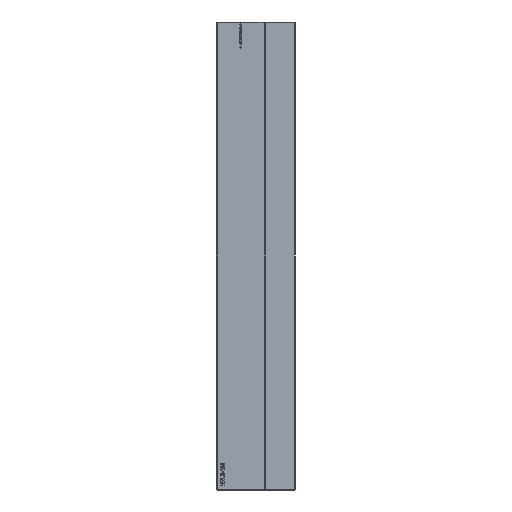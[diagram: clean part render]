
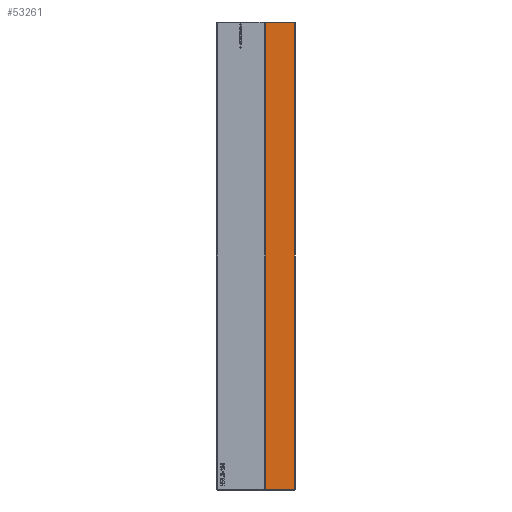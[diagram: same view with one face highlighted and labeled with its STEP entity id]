
A CAD part, left-side view. The second image highlights one B-rep face of the part: STEP entity #53261.
In plain terms, the highlighted planar face has unit normal (-1, 0, 0).
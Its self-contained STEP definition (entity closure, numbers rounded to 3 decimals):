
#49760 = PLANE('',#49761);
#49761 = AXIS2_PLACEMENT_3D('',#49762,#49763,#49764);
#49762 = CARTESIAN_POINT('',(-19.925,8.005,0.));
#49763 = DIRECTION('',(0.707,-0.707,
    0.));
#49764 = DIRECTION('',(0.,0.,1.));
#50451 = PLANE('',#50452);
#50452 = AXIS2_PLACEMENT_3D('',#50453,#50454,#50455);
#50453 = CARTESIAN_POINT('',(-19.925,0.,0.075));
#50454 = DIRECTION('',(0.707,0.,0.707));
#50455 = DIRECTION('',(0.,-1.,0.));
#50742 = VERTEX_POINT('',#50743);
#50743 = CARTESIAN_POINT('',(-20.,7.93,124.85));
#50769 = EDGE_CURVE('',#50770,#50742,#50772,.T.);
#50770 = VERTEX_POINT('',#50771);
#50771 = CARTESIAN_POINT('',(-20.,7.93,0.15));
#50772 = SURFACE_CURVE('',#50773,(#50777,#50784),.PCURVE_S1.);
#50773 = LINE('',#50774,#50775);
#50774 = CARTESIAN_POINT('',(-20.,7.93,0.));
#50775 = VECTOR('',#50776,1.);
#50776 = DIRECTION('',(0.,0.,1.));
#50777 = PCURVE('',#49760,#50778);
#50778 = DEFINITIONAL_REPRESENTATION('',(#50779),#50783);
#50779 = LINE('',#50780,#50781);
#50780 = CARTESIAN_POINT('',(0.,0.106));
#50781 = VECTOR('',#50782,1.);
#50782 = DIRECTION('',(1.,0.));
#50783 = ( GEOMETRIC_REPRESENTATION_CONTEXT(2) 
PARAMETRIC_REPRESENTATION_CONTEXT() REPRESENTATION_CONTEXT('2D SPACE',''
  ) );
#50784 = PCURVE('',#50785,#50790);
#50785 = PLANE('',#50786);
#50786 = AXIS2_PLACEMENT_3D('',#50787,#50788,#50789);
#50787 = CARTESIAN_POINT('',(-20.,0.,0.));
#50788 = DIRECTION('',(-1.,0.,0.));
#50789 = DIRECTION('',(0.,1.,0.));
#50790 = DEFINITIONAL_REPRESENTATION('',(#50791),#50795);
#50791 = LINE('',#50792,#50793);
#50792 = CARTESIAN_POINT('',(7.93,0.));
#50793 = VECTOR('',#50794,1.);
#50794 = DIRECTION('',(0.,-1.));
#50795 = ( GEOMETRIC_REPRESENTATION_CONTEXT(2) 
PARAMETRIC_REPRESENTATION_CONTEXT() REPRESENTATION_CONTEXT('2D SPACE',''
  ) );
#52005 = PLANE('',#52006);
#52006 = AXIS2_PLACEMENT_3D('',#52007,#52008,#52009);
#52007 = CARTESIAN_POINT('',(-19.925,0.,124.925));
#52008 = DIRECTION('',(-0.707,0.,0.707));
#52009 = DIRECTION('',(0.,-1.,0.));
#52226 = VERTEX_POINT('',#52227);
#52227 = CARTESIAN_POINT('',(-20.,0.15,0.15));
#52253 = EDGE_CURVE('',#52226,#50770,#52254,.T.);
#52254 = SURFACE_CURVE('',#52255,(#52259,#52266),.PCURVE_S1.);
#52255 = LINE('',#52256,#52257);
#52256 = CARTESIAN_POINT('',(-20.,0.,0.15));
#52257 = VECTOR('',#52258,1.);
#52258 = DIRECTION('',(0.,1.,0.));
#52259 = PCURVE('',#50451,#52260);
#52260 = DEFINITIONAL_REPRESENTATION('',(#52261),#52265);
#52261 = LINE('',#52262,#52263);
#52262 = CARTESIAN_POINT('',(0.,-0.106));
#52263 = VECTOR('',#52264,1.);
#52264 = DIRECTION('',(-1.,0.));
#52265 = ( GEOMETRIC_REPRESENTATION_CONTEXT(2) 
PARAMETRIC_REPRESENTATION_CONTEXT() REPRESENTATION_CONTEXT('2D SPACE',''
  ) );
#52266 = PCURVE('',#50785,#52267);
#52267 = DEFINITIONAL_REPRESENTATION('',(#52268),#52272);
#52268 = LINE('',#52269,#52270);
#52269 = CARTESIAN_POINT('',(0.,-0.15));
#52270 = VECTOR('',#52271,1.);
#52271 = DIRECTION('',(1.,0.));
#52272 = ( GEOMETRIC_REPRESENTATION_CONTEXT(2) 
PARAMETRIC_REPRESENTATION_CONTEXT() REPRESENTATION_CONTEXT('2D SPACE',''
  ) );
#53261 = ADVANCED_FACE('',(#53262),#50785,.T.);
#53262 = FACE_BOUND('',#53263,.T.);
#53263 = EDGE_LOOP('',(#53264,#53265,#53266,#53294));
#53264 = ORIENTED_EDGE('',*,*,#50769,.F.);
#53265 = ORIENTED_EDGE('',*,*,#52253,.F.);
#53266 = ORIENTED_EDGE('',*,*,#53267,.T.);
#53267 = EDGE_CURVE('',#52226,#53268,#53270,.T.);
#53268 = VERTEX_POINT('',#53269);
#53269 = CARTESIAN_POINT('',(-20.,0.15,124.85));
#53270 = SURFACE_CURVE('',#53271,(#53275,#53282),.PCURVE_S1.);
#53271 = LINE('',#53272,#53273);
#53272 = CARTESIAN_POINT('',(-20.,0.15,0.));
#53273 = VECTOR('',#53274,1.);
#53274 = DIRECTION('',(0.,0.,1.));
#53275 = PCURVE('',#50785,#53276);
#53276 = DEFINITIONAL_REPRESENTATION('',(#53277),#53281);
#53277 = LINE('',#53278,#53279);
#53278 = CARTESIAN_POINT('',(0.15,0.));
#53279 = VECTOR('',#53280,1.);
#53280 = DIRECTION('',(0.,-1.));
#53281 = ( GEOMETRIC_REPRESENTATION_CONTEXT(2) 
PARAMETRIC_REPRESENTATION_CONTEXT() REPRESENTATION_CONTEXT('2D SPACE',''
  ) );
#53282 = PCURVE('',#53283,#53288);
#53283 = PLANE('',#53284);
#53284 = AXIS2_PLACEMENT_3D('',#53285,#53286,#53287);
#53285 = CARTESIAN_POINT('',(-19.925,0.075,0.));
#53286 = DIRECTION('',(0.707,0.707,
    0.));
#53287 = DIRECTION('',(0.,0.,1.));
#53288 = DEFINITIONAL_REPRESENTATION('',(#53289),#53293);
#53289 = LINE('',#53290,#53291);
#53290 = CARTESIAN_POINT('',(0.,-0.106));
#53291 = VECTOR('',#53292,1.);
#53292 = DIRECTION('',(1.,0.));
#53293 = ( GEOMETRIC_REPRESENTATION_CONTEXT(2) 
PARAMETRIC_REPRESENTATION_CONTEXT() REPRESENTATION_CONTEXT('2D SPACE',''
  ) );
#53294 = ORIENTED_EDGE('',*,*,#53295,.T.);
#53295 = EDGE_CURVE('',#53268,#50742,#53296,.T.);
#53296 = SURFACE_CURVE('',#53297,(#53301,#53308),.PCURVE_S1.);
#53297 = LINE('',#53298,#53299);
#53298 = CARTESIAN_POINT('',(-20.,0.,124.85));
#53299 = VECTOR('',#53300,1.);
#53300 = DIRECTION('',(0.,1.,0.));
#53301 = PCURVE('',#50785,#53302);
#53302 = DEFINITIONAL_REPRESENTATION('',(#53303),#53307);
#53303 = LINE('',#53304,#53305);
#53304 = CARTESIAN_POINT('',(0.,-124.85));
#53305 = VECTOR('',#53306,1.);
#53306 = DIRECTION('',(1.,0.));
#53307 = ( GEOMETRIC_REPRESENTATION_CONTEXT(2) 
PARAMETRIC_REPRESENTATION_CONTEXT() REPRESENTATION_CONTEXT('2D SPACE',''
  ) );
#53308 = PCURVE('',#52005,#53309);
#53309 = DEFINITIONAL_REPRESENTATION('',(#53310),#53314);
#53310 = LINE('',#53311,#53312);
#53311 = CARTESIAN_POINT('',(0.,-0.106));
#53312 = VECTOR('',#53313,1.);
#53313 = DIRECTION('',(-1.,0.));
#53314 = ( GEOMETRIC_REPRESENTATION_CONTEXT(2) 
PARAMETRIC_REPRESENTATION_CONTEXT() REPRESENTATION_CONTEXT('2D SPACE',''
  ) );
